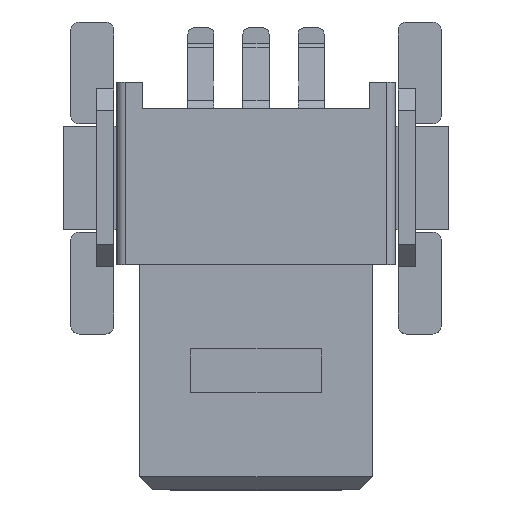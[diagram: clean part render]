
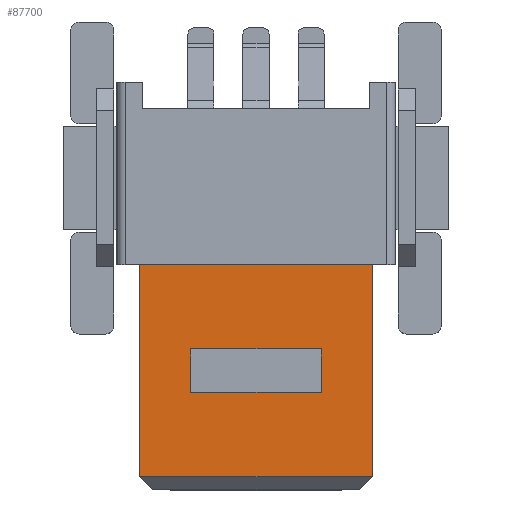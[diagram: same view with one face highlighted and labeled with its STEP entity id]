
A CAD part, top view. The second image highlights one B-rep face of the part: STEP entity #87700.
In plain terms, the highlighted face is planar.
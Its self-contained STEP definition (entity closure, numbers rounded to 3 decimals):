
#43500=CARTESIAN_POINT('',(-16.65,1.5,9.2));
#43510=VERTEX_POINT('',#43500);
#62810=CARTESIAN_POINT('',(-16.65,1.5,4.3));
#62820=VERTEX_POINT('',#62810);
#62850=CARTESIAN_POINT('',(-16.65,1.5,4.3));
#62860=DIRECTION('',(0.,0.,1.));
#62870=VECTOR('',#62860,1000.);
#62880=LINE('',#62850,#62870);
#62890=EDGE_CURVE('',#62820,#43510,#62880,.T.);
#64960=CARTESIAN_POINT('',(-11.29,1.5,4.3));
#64970=DIRECTION('',(0.,0.,1.));
#64980=VECTOR('',#64970,1000.);
#64990=LINE('',#64960,#64980);
#65000=CARTESIAN_POINT('',(-11.29,1.5,4.3));
#65010=VERTEX_POINT('',#65000);
#65020=CARTESIAN_POINT('',(-11.29,1.5,9.2));
#65030=VERTEX_POINT('',#65020);
#65040=EDGE_CURVE('',#65010,#65030,#64990,.T.);
#85460=CARTESIAN_POINT('',(-11.19,1.5,9.2));
#85470=DIRECTION('',(1.,0.,0.));
#85480=VECTOR('',#85470,1000.);
#85490=LINE('',#85460,#85480);
#85500=EDGE_CURVE('',#43510,#65030,#85490,.T.);
#87200=CARTESIAN_POINT('',(-11.19,1.5,4.3));
#87210=DIRECTION('',(0.,1.,0.));
#87220=DIRECTION('',(0.,0.,1.));
#87230=AXIS2_PLACEMENT_3D('',#87200,#87210,#87220);
#87240=PLANE('',#87230);
#87250=CARTESIAN_POINT('',(-0.5,1.5,7.25));
#87260=DIRECTION('',(1.,0.,0.));
#87270=VECTOR('',#87260,1.);
#87280=LINE('',#87250,#87270);
#87290=CARTESIAN_POINT('',(-15.47,1.5,7.25));
#87300=VERTEX_POINT('',#87290);
#87310=CARTESIAN_POINT('',(-12.47,1.5,7.25));
#87320=VERTEX_POINT('',#87310);
#87330=EDGE_CURVE('',#87300,#87320,#87280,.T.);
#87340=ORIENTED_EDGE('',*,*,#87330,.F.);
#87350=CARTESIAN_POINT('',(-12.47,1.5,0.));
#87360=DIRECTION('',(0.,0.,-1.));
#87370=VECTOR('',#87360,1.);
#87380=LINE('',#87350,#87370);
#87390=CARTESIAN_POINT('',(-12.47,1.5,6.25));
#87400=VERTEX_POINT('',#87390);
#87410=EDGE_CURVE('',#87320,#87400,#87380,.T.);
#87420=ORIENTED_EDGE('',*,*,#87410,.F.);
#87430=CARTESIAN_POINT('',(-0.5,1.5,6.25));
#87440=DIRECTION('',(-1.,0.,0.));
#87450=VECTOR('',#87440,1.);
#87460=LINE('',#87430,#87450);
#87470=CARTESIAN_POINT('',(-15.47,1.5,6.25));
#87480=VERTEX_POINT('',#87470);
#87490=EDGE_CURVE('',#87400,#87480,#87460,.T.);
#87500=ORIENTED_EDGE('',*,*,#87490,.F.);
#87510=CARTESIAN_POINT('',(-15.47,1.5,0.));
#87520=DIRECTION('',(0.,0.,1.));
#87530=VECTOR('',#87520,1.);
#87540=LINE('',#87510,#87530);
#87550=EDGE_CURVE('',#87480,#87300,#87540,.T.);
#87560=ORIENTED_EDGE('',*,*,#87550,.F.);
#87570=EDGE_LOOP('',(#87560,#87500,#87420,#87340));
#87580=FACE_BOUND('',#87570,.T.);
#87590=ORIENTED_EDGE('',*,*,#62890,.T.);
#87600=CARTESIAN_POINT('',(16.75,1.5,4.3));
#87610=DIRECTION('',(-1.,0.,0.));
#87620=VECTOR('',#87610,1000.);
#87630=LINE('',#87600,#87620);
#87640=EDGE_CURVE('',#65010,#62820,#87630,.T.);
#87650=ORIENTED_EDGE('',*,*,#87640,.T.);
#87660=ORIENTED_EDGE('',*,*,#65040,.F.);
#87670=ORIENTED_EDGE('',*,*,#85500,.T.);
#87680=EDGE_LOOP('',(#87670,#87660,#87650,#87590));
#87690=FACE_OUTER_BOUND('',#87680,.T.);
#87700=ADVANCED_FACE('',(#87580,#87690),#87240,.T.);
